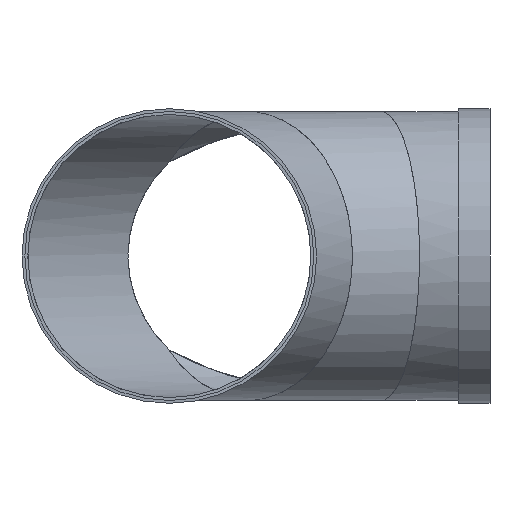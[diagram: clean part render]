
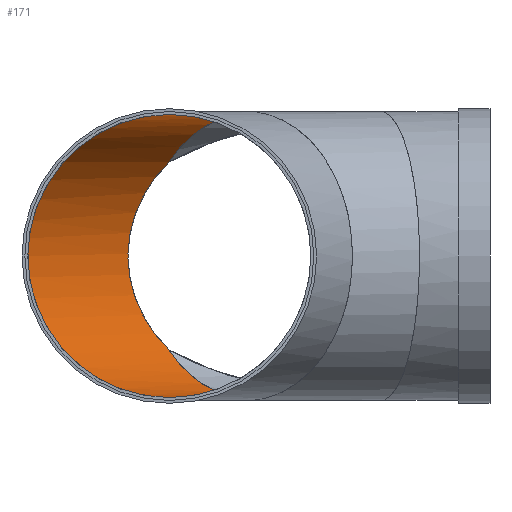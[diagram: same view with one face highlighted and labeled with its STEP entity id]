
A CAD part, left-side view. The second image highlights one B-rep face of the part: STEP entity #171.
In plain terms, the highlighted cylindrical face has radius 294 mm (diameter 588 mm), a full revolution.
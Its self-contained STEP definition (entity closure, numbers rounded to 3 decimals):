
#171 = ADVANCED_FACE( '', ( #292, #293 ), #294, .F. );
#292 = FACE_OUTER_BOUND( '', #408, .T. );
#293 = FACE_OUTER_BOUND( '', #409, .T. );
#294 = CYLINDRICAL_SURFACE( '', #410, 294. );
#408 = EDGE_LOOP( '', ( #531, #532 ) );
#409 = EDGE_LOOP( '', ( #533 ) );
#410 = AXIS2_PLACEMENT_3D( '', #534, #535, #536 );
#531 = ORIENTED_EDGE( '', *, *, #697, .T. );
#532 = ORIENTED_EDGE( '', *, *, #704, .T. );
#533 = ORIENTED_EDGE( '', *, *, #705, .T. );
#534 = CARTESIAN_POINT( '', ( 219.615, 285.615, 0. ) );
#535 = DIRECTION( '', ( 0.866, -0.5, 0. ) );
#536 = DIRECTION( '', ( -0.5, -0.866, 0. ) );
#697 = EDGE_CURVE( '', #771, #775, #777, .T. );
#704 = EDGE_CURVE( '', #775, #771, #786, .T. );
#705 = EDGE_CURVE( '', #787, #787, #788, .T. );
#771 = VERTEX_POINT( '', #873 );
#775 = VERTEX_POINT( '', #878 );
#777 = ELLIPSE( '', #881, 304.371, 294. );
#786 = ELLIPSE( '', #890, 339.482, 294. );
#787 = VERTEX_POINT( '', #891 );
#788 = ELLIPSE( '', #892, 304.371, 294. );
#873 = CARTESIAN_POINT( '', ( 0., 666., 195.461 ) );
#878 = CARTESIAN_POINT( '', ( 0., 666., -195.461 ) );
#881 = AXIS2_PLACEMENT_3D( '', #983, #984, #985 );
#890 = AXIS2_PLACEMENT_3D( '', #995, #996, #997 );
#891 = CARTESIAN_POINT( '', ( -360.453, 960., 0. ) );
#892 = AXIS2_PLACEMENT_3D( '', #998, #999, #1000 );
#983 = CARTESIAN_POINT( '', ( -160.77, 505.23, 0. ) );
#984 = DIRECTION( '', ( 0.707, -0.707, 0. ) );
#985 = DIRECTION( '', ( -0.707, -0.707, 0. ) );
#995 = CARTESIAN_POINT( '', ( 0., 412.41, 0. ) );
#996 = DIRECTION( '', ( 1., 0., 0. ) );
#997 = DIRECTION( '', ( 0., 1., 0. ) );
#998 = CARTESIAN_POINT( '', ( -439.23, 666., 0. ) );
#999 = DIRECTION( '', ( -0.966, 0.259, 0. ) );
#1000 = DIRECTION( '', ( 0.259, 0.966, 0. ) );
